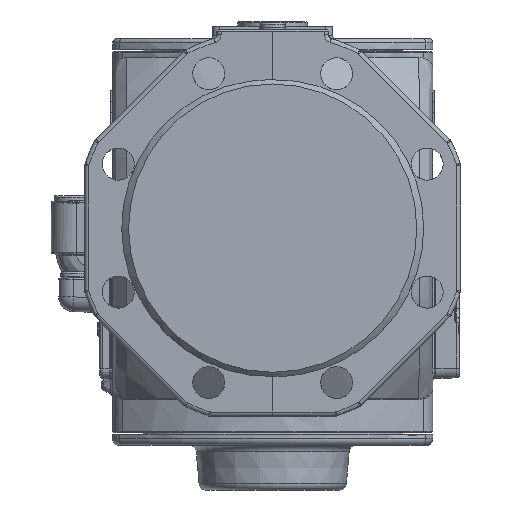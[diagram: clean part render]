
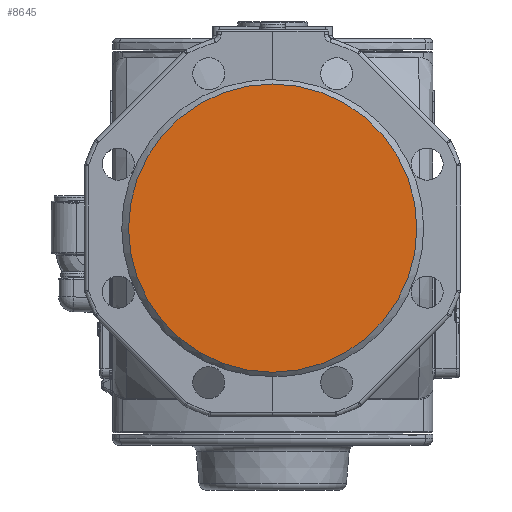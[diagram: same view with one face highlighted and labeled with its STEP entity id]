
A CAD part, left-side view. The second image highlights one B-rep face of the part: STEP entity #8645.
In plain terms, the highlighted planar face has unit normal (-1, 0, 0).
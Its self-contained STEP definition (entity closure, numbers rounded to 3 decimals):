
#493=PLANE('',#40116);
#8645=ADVANCED_FACE('',(#11442),#493,.F.);
#11442=FACE_OUTER_BOUND('',#13559,.T.);
#13559=EDGE_LOOP('',(#20271));
#16395=CIRCLE('',#40114,103.5);
#20271=ORIENTED_EDGE('',*,*,#33770,.T.);
#29725=VERTEX_POINT('',#60977);
#33770=EDGE_CURVE('',#29725,#29725,#16395,.T.);
#40114=AXIS2_PLACEMENT_3D('',#60976,#45951,#45952);
#40116=AXIS2_PLACEMENT_3D('',#60979,#45955,#45956);
#45951=DIRECTION('',(-1.,0.,0.));
#45952=DIRECTION('',(0.,0.,1.));
#45955=DIRECTION('',(1.,0.,0.));
#45956=DIRECTION('',(0.,0.,-1.));
#60976=CARTESIAN_POINT('',(-240.,-1.,-1.));
#60977=CARTESIAN_POINT('',(-240.,-1.,102.5));
#60979=CARTESIAN_POINT('',(-240.,-1.,-1.));
